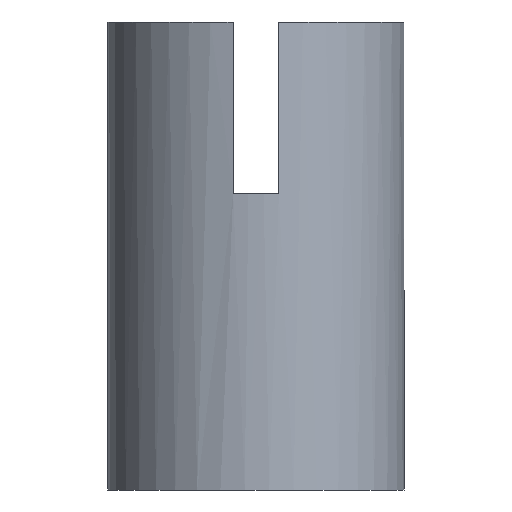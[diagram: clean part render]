
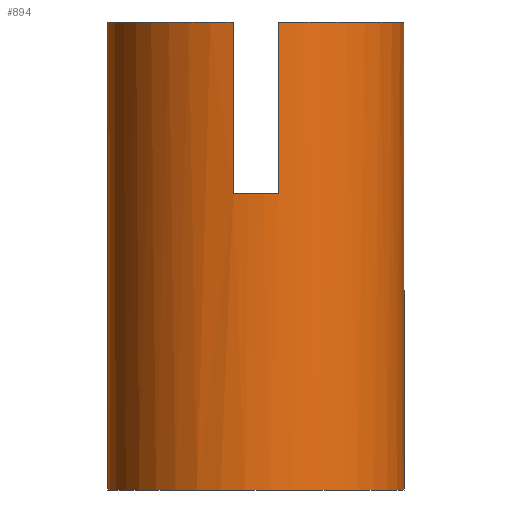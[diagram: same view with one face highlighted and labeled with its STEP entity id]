
A CAD part, left-side view. The second image highlights one B-rep face of the part: STEP entity #894.
In plain terms, the highlighted cylindrical face has radius 2.6 mm (diameter 5.2 mm), a full revolution.
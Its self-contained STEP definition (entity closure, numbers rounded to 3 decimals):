
#510=CARTESIAN_POINT('',(72.979,-32.531,157.129));
#511=VERTEX_POINT('',#510);
#526=CARTESIAN_POINT('',(72.979,-32.531,154.129));
#527=VERTEX_POINT('',#526);
#534=CARTESIAN_POINT('',(72.979,-32.531,154.129));
#535=DIRECTION('',(0.,0.,1.));
#536=VECTOR('',#535,3.);
#537=LINE('',#534,#536);
#538=EDGE_CURVE('',#527,#511,#537,.T.);
#558=CARTESIAN_POINT('',(78.118,-32.531,157.129));
#559=VERTEX_POINT('',#558);
#560=CARTESIAN_POINT('',(75.549,-32.131,157.129));
#561=DIRECTION('',(-0.,-0.,-1.));
#562=DIRECTION('',(0.,-1.,0.));
#563=AXIS2_PLACEMENT_3D('',#560,#561,#562);
#564=CIRCLE('',#563,2.6);
#565=EDGE_CURVE('',#559,#511,#564,.T.);
#582=CARTESIAN_POINT('',(78.118,-32.531,154.129));
#583=VERTEX_POINT('',#582);
#584=CARTESIAN_POINT('',(78.118,-32.531,154.129));
#585=DIRECTION('',(0.,0.,1.));
#586=VECTOR('',#585,3.);
#587=LINE('',#584,#586);
#588=EDGE_CURVE('',#583,#559,#587,.T.);
#612=CARTESIAN_POINT('',(78.118,-31.731,154.129));
#613=VERTEX_POINT('',#612);
#614=CARTESIAN_POINT('',(75.549,-32.131,154.129));
#615=DIRECTION('',(-0.,-0.,-1.));
#616=DIRECTION('',(-0.,1.,-0.));
#617=AXIS2_PLACEMENT_3D('',#614,#615,#616);
#618=CIRCLE('',#617,2.6);
#619=EDGE_CURVE('',#613,#583,#618,.T.);
#647=CARTESIAN_POINT('',(78.118,-31.731,157.129));
#648=VERTEX_POINT('',#647);
#662=CARTESIAN_POINT('',(78.118,-31.731,154.129));
#663=DIRECTION('',(0.,0.,1.));
#664=VECTOR('',#663,3.);
#665=LINE('',#662,#664);
#666=EDGE_CURVE('',#613,#648,#665,.T.);
#676=CARTESIAN_POINT('',(75.549,-29.531,157.129));
#677=VERTEX_POINT('',#676);
#678=CARTESIAN_POINT('',(75.549,-32.131,157.129));
#679=DIRECTION('',(-0.,-0.,-1.));
#680=DIRECTION('',(0.,-1.,0.));
#681=AXIS2_PLACEMENT_3D('',#678,#679,#680);
#682=CIRCLE('',#681,2.6);
#683=EDGE_CURVE('',#677,#648,#682,.T.);
#685=CARTESIAN_POINT('',(72.979,-31.731,157.129));
#686=VERTEX_POINT('',#685);
#687=CARTESIAN_POINT('',(75.549,-32.131,157.129));
#688=DIRECTION('',(-0.,-0.,-1.));
#689=DIRECTION('',(0.,-1.,0.));
#690=AXIS2_PLACEMENT_3D('',#687,#688,#689);
#691=CIRCLE('',#690,2.6);
#692=EDGE_CURVE('',#686,#677,#691,.T.);
#728=CARTESIAN_POINT('',(72.979,-31.731,154.129));
#729=VERTEX_POINT('',#728);
#730=CARTESIAN_POINT('',(72.979,-31.731,154.129));
#731=DIRECTION('',(0.,0.,1.));
#732=VECTOR('',#731,3.);
#733=LINE('',#730,#732);
#734=EDGE_CURVE('',#729,#686,#733,.T.);
#815=CARTESIAN_POINT('',(75.549,-32.131,154.129));
#816=DIRECTION('',(-0.,-0.,-1.));
#817=DIRECTION('',(-0.,1.,-0.));
#818=AXIS2_PLACEMENT_3D('',#815,#816,#817);
#819=CIRCLE('',#818,2.6);
#820=EDGE_CURVE('',#527,#729,#819,.T.);
#828=CARTESIAN_POINT('',(75.549,-32.131,148.929));
#829=DIRECTION('',(0.,0.,1.));
#830=DIRECTION('',(-0.,1.,-0.));
#831=AXIS2_PLACEMENT_3D('',#828,#829,#830);
#832=CYLINDRICAL_SURFACE('',#831,2.6);
#833=CARTESIAN_POINT('',(75.549,-29.531,148.929));
#834=VERTEX_POINT('',#833);
#835=CARTESIAN_POINT('',(75.549,-29.531,157.129));
#836=DIRECTION('',(-0.,-0.,-1.));
#837=VECTOR('',#836,8.2);
#838=LINE('',#835,#837);
#839=EDGE_CURVE('',#677,#834,#838,.T.);
#840=ORIENTED_EDGE('',*,*,#839,.T.);
#841=CARTESIAN_POINT('',(75.585,-34.731,148.929));
#842=VERTEX_POINT('',#841);
#843=CARTESIAN_POINT('',(75.549,-32.131,148.929));
#844=DIRECTION('',(-0.,-0.,-1.));
#845=DIRECTION('',(0.,-1.,0.));
#846=AXIS2_PLACEMENT_3D('',#843,#844,#845);
#847=CIRCLE('',#846,2.6);
#848=EDGE_CURVE('',#842,#834,#847,.T.);
#849=ORIENTED_EDGE('',*,*,#848,.F.);
#850=CARTESIAN_POINT('',(75.585,-34.731,152.429));
#851=VERTEX_POINT('',#850);
#852=CARTESIAN_POINT('',(75.585,-34.731,148.929));
#853=DIRECTION('',(0.,0.,1.));
#854=VECTOR('',#853,3.5);
#855=LINE('',#852,#854);
#856=EDGE_CURVE('',#842,#851,#855,.T.);
#857=ORIENTED_EDGE('',*,*,#856,.T.);
#858=CARTESIAN_POINT('',(75.569,-29.531,152.429));
#859=VERTEX_POINT('',#858);
#860=CARTESIAN_POINT('',(75.549,-32.131,152.429));
#861=DIRECTION('',(0.,0.,1.));
#862=DIRECTION('',(0.,-1.,0.));
#863=AXIS2_PLACEMENT_3D('',#860,#861,#862);
#864=CIRCLE('',#863,2.6);
#865=EDGE_CURVE('',#851,#859,#864,.T.);
#866=ORIENTED_EDGE('',*,*,#865,.T.);
#867=CARTESIAN_POINT('',(75.569,-29.531,148.929));
#868=VERTEX_POINT('',#867);
#869=CARTESIAN_POINT('',(75.569,-29.531,148.929));
#870=DIRECTION('',(0.,0.,1.));
#871=VECTOR('',#870,3.5);
#872=LINE('',#869,#871);
#873=EDGE_CURVE('',#868,#859,#872,.T.);
#874=ORIENTED_EDGE('',*,*,#873,.F.);
#875=CARTESIAN_POINT('',(75.549,-32.131,148.929));
#876=DIRECTION('',(-0.,-0.,-1.));
#877=DIRECTION('',(0.,-1.,0.));
#878=AXIS2_PLACEMENT_3D('',#875,#876,#877);
#879=CIRCLE('',#878,2.6);
#880=EDGE_CURVE('',#834,#868,#879,.T.);
#881=ORIENTED_EDGE('',*,*,#880,.F.);
#882=ORIENTED_EDGE('',*,*,#839,.F.);
#883=ORIENTED_EDGE('',*,*,#683,.T.);
#884=ORIENTED_EDGE('',*,*,#666,.F.);
#885=ORIENTED_EDGE('',*,*,#619,.T.);
#886=ORIENTED_EDGE('',*,*,#588,.T.);
#887=ORIENTED_EDGE('',*,*,#565,.T.);
#888=ORIENTED_EDGE('',*,*,#538,.F.);
#889=ORIENTED_EDGE('',*,*,#820,.T.);
#890=ORIENTED_EDGE('',*,*,#734,.T.);
#891=ORIENTED_EDGE('',*,*,#692,.T.);
#892=EDGE_LOOP('',(#840,#849,#857,#866,#874,#881,#882,#883,#884,#885,#886,#887,#888,#889,#890,#891));
#893=FACE_BOUND('',#892,.T.);
#894=ADVANCED_FACE('',(#893),#832,.T.);
